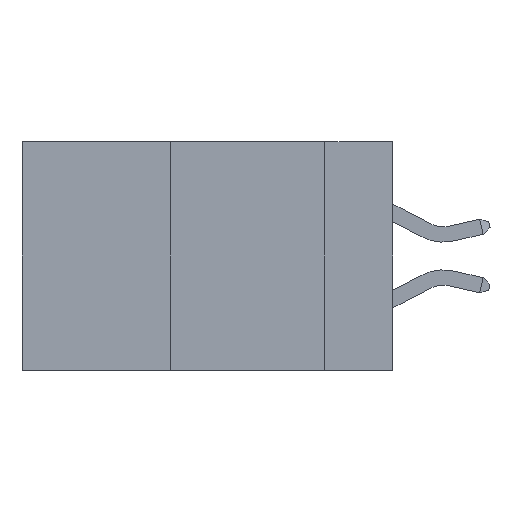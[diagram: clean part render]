
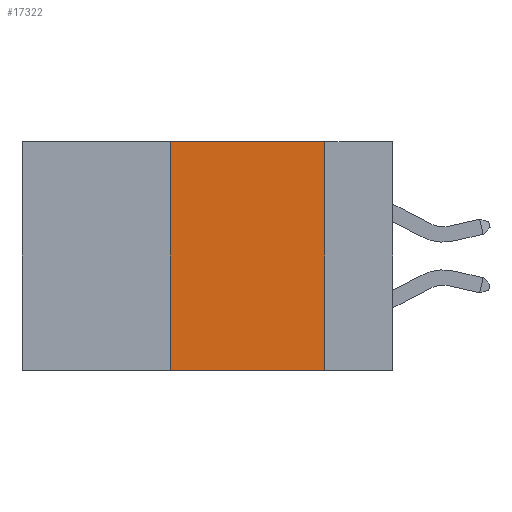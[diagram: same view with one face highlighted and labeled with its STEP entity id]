
A CAD part, left-side view. The second image highlights one B-rep face of the part: STEP entity #17322.
In plain terms, the highlighted planar face has unit normal (-1, 0, 0).
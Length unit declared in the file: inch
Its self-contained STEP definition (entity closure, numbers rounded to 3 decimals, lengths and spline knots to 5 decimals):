
#783 = EDGE_CURVE ( 'NONE', #9125, #13645, #11611, .T. ) ;
#1221 = CARTESIAN_POINT ( 'NONE',  ( 0., 0.36, 0. ) ) ;
#1253 = VERTEX_POINT ( 'NONE', #5064 ) ;
#1699 = LINE ( 'NONE', #14656, #13690 ) ;
#1768 = ORIENTED_EDGE ( 'NONE', *, *, #6760, .T. ) ;
#1927 = DIRECTION ( 'NONE',  ( 0., 0., -1. ) ) ;
#2295 = VERTEX_POINT ( 'NONE', #1221 ) ;
#2351 = DIRECTION ( 'NONE',  ( 0., 0., -1. ) ) ;
#2526 = EDGE_CURVE ( 'NONE', #1253, #2295, #1699, .T. ) ;
#5064 = CARTESIAN_POINT ( 'NONE',  ( 0., 0.36, -0.37 ) ) ;
#5565 = CARTESIAN_POINT ( 'NONE',  ( 0., 0.11, -0.37 ) ) ;
#6049 = AXIS2_PLACEMENT_3D ( 'NONE', #14677, #13141, #2351 ) ;
#6292 = CARTESIAN_POINT ( 'NONE',  ( 0., 0.11, 0. ) ) ;
#6760 = EDGE_CURVE ( 'NONE', #1253, #13645, #14417, .T. ) ;
#7109 = EDGE_CURVE ( 'NONE', #2295, #9125, #16911, .T. ) ;
#8688 = ORIENTED_EDGE ( 'NONE', *, *, #7109, .F. ) ;
#9125 = VERTEX_POINT ( 'NONE', #6292 ) ;
#9197 = EDGE_LOOP ( 'NONE', ( #12586, #8688, #12286, #1768 ) ) ;
#9777 = PLANE ( 'NONE',  #6049 ) ;
#10729 = CARTESIAN_POINT ( 'NONE',  ( 0., 0.6, 0. ) ) ;
#11199 = FACE_OUTER_BOUND ( 'NONE', #9197, .T. ) ;
#11360 = DIRECTION ( 'NONE',  ( 0., -1., 0. ) ) ;
#11391 = DIRECTION ( 'NONE',  ( 0., 0., 1. ) ) ;
#11611 = LINE ( 'NONE', #19210, #13914 ) ;
#11908 = VECTOR ( 'NONE', #11360, 39.37008 ) ;
#12286 = ORIENTED_EDGE ( 'NONE', *, *, #2526, .F. ) ;
#12586 = ORIENTED_EDGE ( 'NONE', *, *, #783, .F. ) ;
#13141 = DIRECTION ( 'NONE',  ( 1., 0., 0. ) ) ;
#13645 = VERTEX_POINT ( 'NONE', #5565 ) ;
#13690 = VECTOR ( 'NONE', #11391, 39.37008 ) ;
#13877 = VECTOR ( 'NONE', #19872, 39.37008 ) ;
#13914 = VECTOR ( 'NONE', #1927, 39.37008 ) ;
#14417 = LINE ( 'NONE', #14525, #11908 ) ;
#14525 = CARTESIAN_POINT ( 'NONE',  ( 0., 0.6, -0.37 ) ) ;
#14656 = CARTESIAN_POINT ( 'NONE',  ( 0., 0.36, 0. ) ) ;
#14677 = CARTESIAN_POINT ( 'NONE',  ( 0., 0.6, 0. ) ) ;
#16911 = LINE ( 'NONE', #10729, #13877 ) ;
#17322 = ADVANCED_FACE ( 'NONE', ( #11199 ), #9777, .F. ) ;
#19210 = CARTESIAN_POINT ( 'NONE',  ( 0., 0.11, 0. ) ) ;
#19872 = DIRECTION ( 'NONE',  ( 0., -1., 0. ) ) ;
